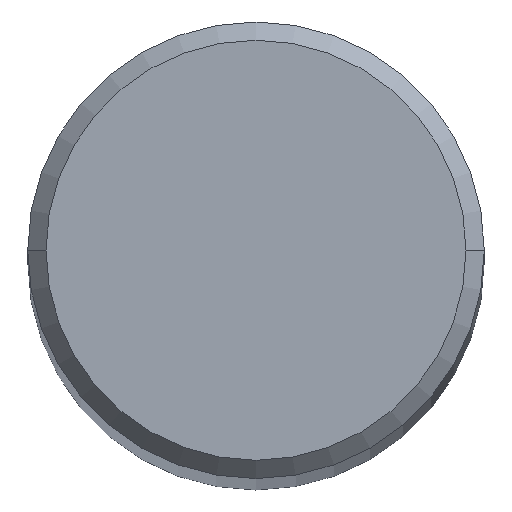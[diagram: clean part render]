
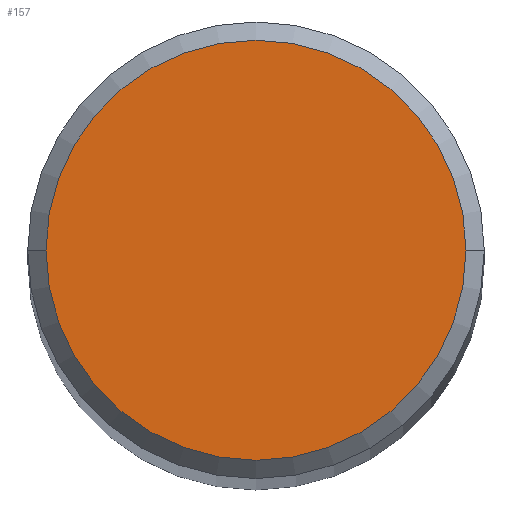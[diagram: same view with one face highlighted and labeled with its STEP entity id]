
A CAD part, top view. The second image highlights one B-rep face of the part: STEP entity #157.
In plain terms, the highlighted planar face has unit normal (0, 0, 1).
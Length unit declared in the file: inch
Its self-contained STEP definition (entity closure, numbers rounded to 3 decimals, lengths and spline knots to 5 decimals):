
#4 = ORIENTED_EDGE ( 'NONE', *, *, #137, .T. ) ;
#16 = EDGE_CURVE ( 'NONE', #34, #206, #220, .T. ) ;
#21 = CARTESIAN_POINT ( 'NONE',  ( -0.575, 0., 9. ) ) ;
#25 = CIRCLE ( 'NONE', #156, 0.575 ) ;
#34 = VERTEX_POINT ( 'NONE', #164 ) ;
#48 = EDGE_LOOP ( 'NONE', ( #4, #225 ) ) ;
#59 = PLANE ( 'NONE',  #203 ) ;
#84 = DIRECTION ( 'NONE',  ( 1., 0., 0. ) ) ;
#112 = DIRECTION ( 'NONE',  ( 0., 0., 1. ) ) ;
#121 = CARTESIAN_POINT ( 'NONE',  ( 0., 0., 9. ) ) ;
#137 = EDGE_CURVE ( 'NONE', #206, #34, #25, .T. ) ;
#140 = DIRECTION ( 'NONE',  ( 1., 0., 0. ) ) ;
#155 = CARTESIAN_POINT ( 'NONE',  ( 0., 0., 9. ) ) ;
#156 = AXIS2_PLACEMENT_3D ( 'NONE', #121, #249, #140 ) ;
#157 = ADVANCED_FACE ( 'NONE', ( #226 ), #59, .T. ) ;
#164 = CARTESIAN_POINT ( 'NONE',  ( 0.575, 0., 9. ) ) ;
#186 = AXIS2_PLACEMENT_3D ( 'NONE', #224, #112, #241 ) ;
#196 = DIRECTION ( 'NONE',  ( 0., 0., 1. ) ) ;
#203 = AXIS2_PLACEMENT_3D ( 'NONE', #155, #196, #84 ) ;
#206 = VERTEX_POINT ( 'NONE', #21 ) ;
#220 = CIRCLE ( 'NONE', #186, 0.575 ) ;
#224 = CARTESIAN_POINT ( 'NONE',  ( 0., 0., 9. ) ) ;
#225 = ORIENTED_EDGE ( 'NONE', *, *, #16, .T. ) ;
#226 = FACE_OUTER_BOUND ( 'NONE', #48, .T. ) ;
#241 = DIRECTION ( 'NONE',  ( 1., 0., 0. ) ) ;
#249 = DIRECTION ( 'NONE',  ( 0., 0., 1. ) ) ;
